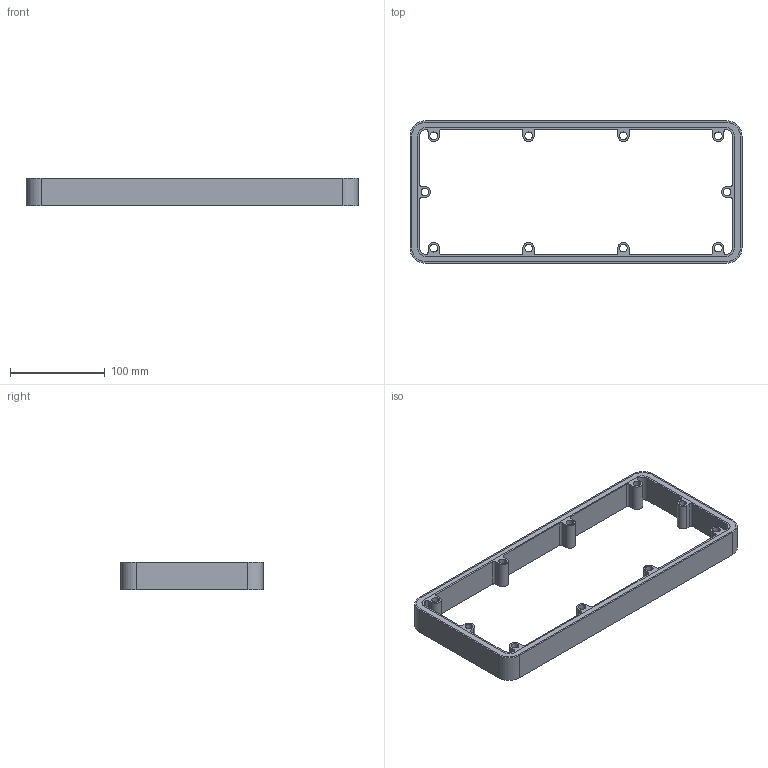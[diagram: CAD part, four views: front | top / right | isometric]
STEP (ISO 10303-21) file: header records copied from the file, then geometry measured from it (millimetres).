
FILE_DESCRIPTION((''),'2;1');
FILE_NAME('ASM0092_ASM','2021-04-26T',('marketing.praksa'),('Audax d.o.o.'),'CREO PARAMETRIC BY PTC INC, 2017480','CREO PARAMETRIC BY PTC INC, 2017480','');
FILE_SCHEMA(('AUTOMOTIVE_DESIGN { 1 0 10303 214 1 1 1 1 }'));
Length unit declared in the file: millimetre
Products named in the file (5): GUMA-3; PRT0136; PRT0137; BASE-5; ASM0092_ASM
Assembly tree (4 placements, depth 2):
  ASM0092_ASM
    GUMA-3
    PRT0136
    PRT0137
    BASE-5
Bounding box: 350 x 150 x 29 mm (x, y, z)
Volume: 278487 mm3; surface area: 147145.1 mm2
Topology: 6 solids, 6 shells, 273 faces, 762 edges, 508 vertices
Faces by surface type: cylinder 140, plane 133
Entity records: 13552 total; most frequent: DIRECTION 1602, CARTESIAN_POINT 1577, ORIENTED_EDGE 1524, PRESENTATION_STYLE_ASSIGNMENT 1041, STYLED_ITEM 1041, CURVE_STYLE 762, EDGE_CURVE 762, AXIS2_PLACEMENT_3D 562
